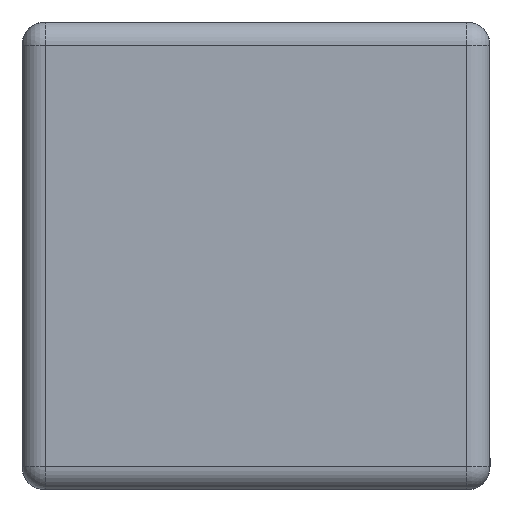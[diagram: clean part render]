
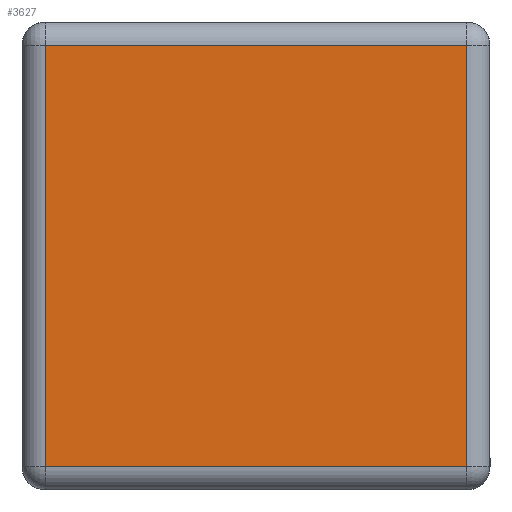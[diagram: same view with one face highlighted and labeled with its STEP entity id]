
A CAD part, left-side view. The second image highlights one B-rep face of the part: STEP entity #3627.
In plain terms, the highlighted planar face has unit normal (-1, 0, 0).
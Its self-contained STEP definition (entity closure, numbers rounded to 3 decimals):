
#143 = VECTOR ( 'NONE', #11511, 1000. ) ;
#797 = VERTEX_POINT ( 'NONE', #7202 ) ;
#1002 = CARTESIAN_POINT ( 'NONE',  ( -2.25, -0.72, -0.72 ) ) ;
#1100 = LINE ( 'NONE', #6356, #4598 ) ;
#1535 = EDGE_CURVE ( 'NONE', #12447, #10982, #13549, .T. ) ;
#2146 = CARTESIAN_POINT ( 'NONE',  ( -2.25, -0.72, 0.72 ) ) ;
#2267 = ORIENTED_EDGE ( 'NONE', *, *, #1535, .T. ) ;
#2670 = VECTOR ( 'NONE', #14772, 1000. ) ;
#2769 = ORIENTED_EDGE ( 'NONE', *, *, #9606, .T. ) ;
#3470 = DIRECTION ( 'NONE',  ( 0., 0., -1. ) ) ;
#3627 = ADVANCED_FACE ( 'NONE', ( #6330 ), #16865, .T. ) ;
#4598 = VECTOR ( 'NONE', #12738, 1000. ) ;
#4982 = EDGE_CURVE ( 'NONE', #16745, #12447, #1100, .T. ) ;
#5843 = CARTESIAN_POINT ( 'NONE',  ( -2.25, -0.72, 0.8 ) ) ;
#6041 = CARTESIAN_POINT ( 'NONE',  ( -2.25, 0.72, -0.8 ) ) ;
#6330 = FACE_OUTER_BOUND ( 'NONE', #9783, .T. ) ;
#6356 = CARTESIAN_POINT ( 'NONE',  ( -2.25, -0.8, -0.72 ) ) ;
#6454 = VECTOR ( 'NONE', #3470, 1000. ) ;
#7202 = CARTESIAN_POINT ( 'NONE',  ( -2.25, 0.72, 0.72 ) ) ;
#9008 = LINE ( 'NONE', #14037, #143 ) ;
#9606 = EDGE_CURVE ( 'NONE', #797, #16745, #12618, .T. ) ;
#9783 = EDGE_LOOP ( 'NONE', ( #16319, #2769, #11833, #2267 ) ) ;
#10235 = AXIS2_PLACEMENT_3D ( 'NONE', #10546, #15590, #11848 ) ;
#10546 = CARTESIAN_POINT ( 'NONE',  ( -2.25, 0., 0. ) ) ;
#10982 = VERTEX_POINT ( 'NONE', #2146 ) ;
#11511 = DIRECTION ( 'NONE',  ( 0., 1., 0. ) ) ;
#11833 = ORIENTED_EDGE ( 'NONE', *, *, #4982, .T. ) ;
#11848 = DIRECTION ( 'NONE',  ( 0., 0., -1. ) ) ;
#12447 = VERTEX_POINT ( 'NONE', #1002 ) ;
#12618 = LINE ( 'NONE', #6041, #6454 ) ;
#12738 = DIRECTION ( 'NONE',  ( 0., -1., 0. ) ) ;
#13549 = LINE ( 'NONE', #5843, #2670 ) ;
#14037 = CARTESIAN_POINT ( 'NONE',  ( -2.25, 0.8, 0.72 ) ) ;
#14772 = DIRECTION ( 'NONE',  ( 0., 0., 1. ) ) ;
#14901 = EDGE_CURVE ( 'NONE', #10982, #797, #9008, .T. ) ;
#15142 = CARTESIAN_POINT ( 'NONE',  ( -2.25, 0.72, -0.72 ) ) ;
#15590 = DIRECTION ( 'NONE',  ( -1., 0., 0. ) ) ;
#16319 = ORIENTED_EDGE ( 'NONE', *, *, #14901, .T. ) ;
#16745 = VERTEX_POINT ( 'NONE', #15142 ) ;
#16865 = PLANE ( 'NONE',  #10235 ) ;
